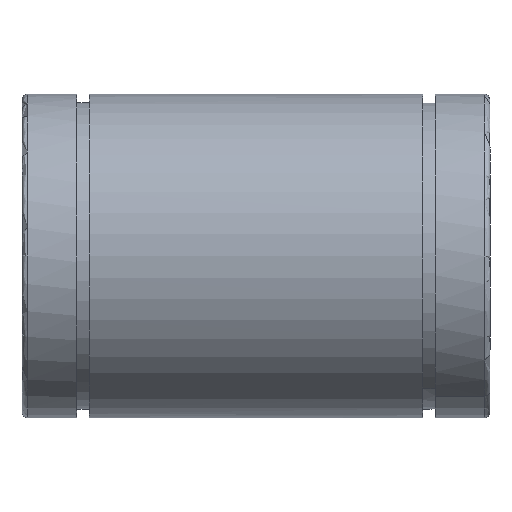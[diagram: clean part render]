
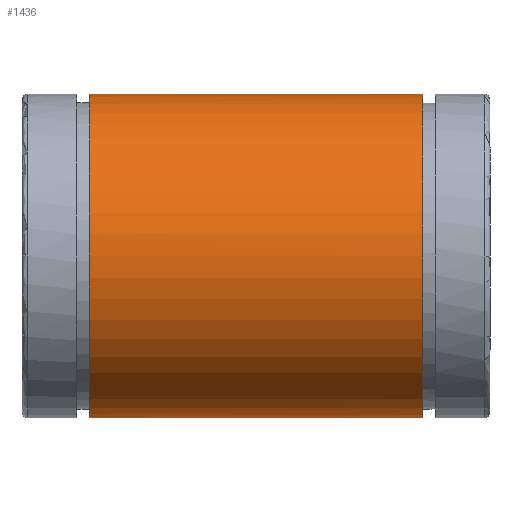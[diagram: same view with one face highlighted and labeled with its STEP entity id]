
A CAD part, front view. The second image highlights one B-rep face of the part: STEP entity #1436.
In plain terms, the highlighted cylindrical face has radius 23.5 mm (diameter 47 mm), a partial arc.
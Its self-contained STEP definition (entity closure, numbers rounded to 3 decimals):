
#1428=AXIS2_PLACEMENT_3D('Cylinder Axis2P3D',#1425,#1426,#1427) ;
#1280=CARTESIAN_POINT('Vertex',(58.2,0.,-23.5)) ;
#1293=CARTESIAN_POINT('Vertex',(58.2,0.,23.5)) ;
#1297=CARTESIAN_POINT('Control Point',(58.2,0.,-23.5)) ;
#1298=CARTESIAN_POINT('Control Point',(58.2,-2.137,-23.5)) ;
#1299=CARTESIAN_POINT('Control Point',(58.2,-4.275,-23.257)) ;
#1300=CARTESIAN_POINT('Control Point',(58.2,-6.375,-22.771)) ;
#1301=CARTESIAN_POINT('Control Point',(58.2,-10.429,-21.33)) ;
#1302=CARTESIAN_POINT('Control Point',(58.2,-14.056,-19.016)) ;
#1303=CARTESIAN_POINT('Control Point',(58.2,-15.729,-17.656)) ;
#1304=CARTESIAN_POINT('Control Point',(58.2,-18.738,-14.581)) ;
#1305=CARTESIAN_POINT('Control Point',(58.2,-20.98,-10.909)) ;
#1306=CARTESIAN_POINT('Control Point',(58.2,-21.886,-8.953)) ;
#1307=CARTESIAN_POINT('Control Point',(58.2,-23.239,-4.868)) ;
#1308=CARTESIAN_POINT('Control Point',(58.2,-23.639,-0.585)) ;
#1309=CARTESIAN_POINT('Control Point',(58.2,-23.594,1.571)) ;
#1310=CARTESIAN_POINT('Control Point',(58.2,-23.015,5.834)) ;
#1311=CARTESIAN_POINT('Control Point',(58.2,-21.494,9.858)) ;
#1312=CARTESIAN_POINT('Control Point',(58.2,-20.506,11.775)) ;
#1313=CARTESIAN_POINT('Control Point',(58.2,-18.113,15.35)) ;
#1314=CARTESIAN_POINT('Control Point',(58.2,-14.979,18.297)) ;
#1315=CARTESIAN_POINT('Control Point',(58.2,-13.25,19.586)) ;
#1316=CARTESIAN_POINT('Control Point',(58.2,-9.701,21.647)) ;
#1317=CARTESIAN_POINT('Control Point',(58.2,-5.796,22.899)) ;
#1318=CARTESIAN_POINT('Control Point',(58.2,-3.882,23.3)) ;
#1319=CARTESIAN_POINT('Control Point',(58.2,-1.941,23.5)) ;
#1320=CARTESIAN_POINT('Control Point',(58.2,0.,23.5)) ;
#1362=CARTESIAN_POINT('Vertex',(9.8,0.,-23.5)) ;
#1364=CARTESIAN_POINT('Vertex',(9.8,0.,23.5)) ;
#1368=CARTESIAN_POINT('Control Point',(9.8,0.,23.5)) ;
#1369=CARTESIAN_POINT('Control Point',(9.8,-2.137,23.5)) ;
#1370=CARTESIAN_POINT('Control Point',(9.8,-4.275,23.257)) ;
#1371=CARTESIAN_POINT('Control Point',(9.8,-6.375,22.771)) ;
#1372=CARTESIAN_POINT('Control Point',(9.8,-10.429,21.33)) ;
#1373=CARTESIAN_POINT('Control Point',(9.8,-14.056,19.016)) ;
#1374=CARTESIAN_POINT('Control Point',(9.8,-15.729,17.656)) ;
#1375=CARTESIAN_POINT('Control Point',(9.8,-18.738,14.581)) ;
#1376=CARTESIAN_POINT('Control Point',(9.8,-20.98,10.909)) ;
#1377=CARTESIAN_POINT('Control Point',(9.8,-21.886,8.953)) ;
#1378=CARTESIAN_POINT('Control Point',(9.8,-23.239,4.868)) ;
#1379=CARTESIAN_POINT('Control Point',(9.8,-23.639,0.585)) ;
#1380=CARTESIAN_POINT('Control Point',(9.8,-23.594,-1.571)) ;
#1381=CARTESIAN_POINT('Control Point',(9.8,-23.015,-5.834)) ;
#1382=CARTESIAN_POINT('Control Point',(9.8,-21.494,-9.858)) ;
#1383=CARTESIAN_POINT('Control Point',(9.8,-20.506,-11.775)) ;
#1384=CARTESIAN_POINT('Control Point',(9.8,-18.113,-15.35)) ;
#1385=CARTESIAN_POINT('Control Point',(9.8,-14.979,-18.297)) ;
#1386=CARTESIAN_POINT('Control Point',(9.8,-13.25,-19.586)) ;
#1387=CARTESIAN_POINT('Control Point',(9.8,-9.701,-21.647)) ;
#1388=CARTESIAN_POINT('Control Point',(9.8,-5.796,-22.899)) ;
#1389=CARTESIAN_POINT('Control Point',(9.8,-3.882,-23.3)) ;
#1390=CARTESIAN_POINT('Control Point',(9.8,-1.941,-23.5)) ;
#1391=CARTESIAN_POINT('Control Point',(9.8,0.,-23.5)) ;
#1407=CARTESIAN_POINT('Line Origine',(34.,0.,-23.5)) ;
#1412=CARTESIAN_POINT('Line Origine',(34.,0.,23.5)) ;
#1425=CARTESIAN_POINT('Axis2P3D Location',(34.,0.,0.)) ;
#1408=DIRECTION('Vector Direction',(1.,0.,0.)) ;
#1413=DIRECTION('Vector Direction',(1.,0.,0.)) ;
#1426=DIRECTION('Axis2P3D Direction',(1.,0.,0.)) ;
#1427=DIRECTION('Axis2P3D XDirection',(0.,0.,1.)) ;
#1409=VECTOR('Line Direction',#1408,1.) ;
#1414=VECTOR('Line Direction',#1413,1.) ;
#1431=ORIENTED_EDGE('',*,*,#1411,.T.) ;
#1432=ORIENTED_EDGE('',*,*,#1321,.T.) ;
#1433=ORIENTED_EDGE('',*,*,#1416,.T.) ;
#1434=ORIENTED_EDGE('',*,*,#1392,.T.) ;
#1436=ADVANCED_FACE('',(#1435),#1429,.T.) ;
#1296=B_SPLINE_CURVE_WITH_KNOTS('',5,(#1297,#1298,#1299,#1300,#1301,#1302,#1303,#1304,#1305,#1306,#1307,#1308,#1309,#1310,#1311,#1312,#1313,#1314,#1315,#1316,#1317,#1318,#1319,#1320),.UNSPECIFIED.,.F.,.U.,(6,3,3,3,3,3,3,6),(0.,15.113,30.227,45.34,60.454,75.567,90.681,104.407),.UNSPECIFIED.) ;
#1367=B_SPLINE_CURVE_WITH_KNOTS('',5,(#1368,#1369,#1370,#1371,#1372,#1373,#1374,#1375,#1376,#1377,#1378,#1379,#1380,#1381,#1382,#1383,#1384,#1385,#1386,#1387,#1388,#1389,#1390,#1391),.UNSPECIFIED.,.F.,.U.,(6,3,3,3,3,3,3,6),(0.,15.113,30.227,45.34,60.454,75.567,90.681,104.407),.UNSPECIFIED.) ;
#1429=CYLINDRICAL_SURFACE('generated cylinder',#1428,23.5) ;
#1321=EDGE_CURVE('',#1281,#1294,#1296,.T.) ;
#1392=EDGE_CURVE('',#1365,#1363,#1367,.T.) ;
#1411=EDGE_CURVE('',#1363,#1281,#1410,.T.) ;
#1416=EDGE_CURVE('',#1294,#1365,#1415,.F.) ;
#1430=EDGE_LOOP('',(#1431,#1432,#1433,#1434)) ;
#1435=FACE_OUTER_BOUND('',#1430,.T.) ;
#1410=LINE('Line',#1407,#1409) ;
#1415=LINE('Line',#1412,#1414) ;
#1281=VERTEX_POINT('',#1280) ;
#1294=VERTEX_POINT('',#1293) ;
#1363=VERTEX_POINT('',#1362) ;
#1365=VERTEX_POINT('',#1364) ;
